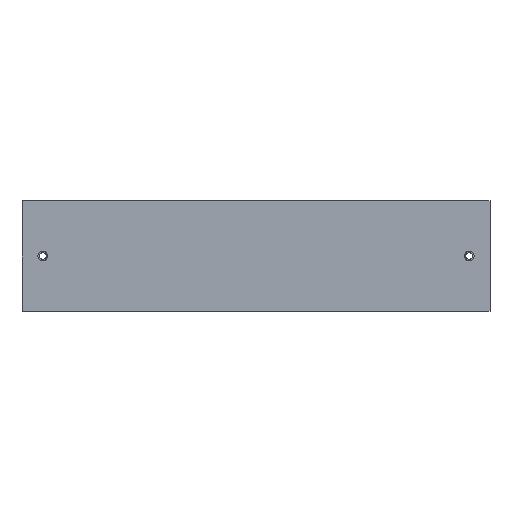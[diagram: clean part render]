
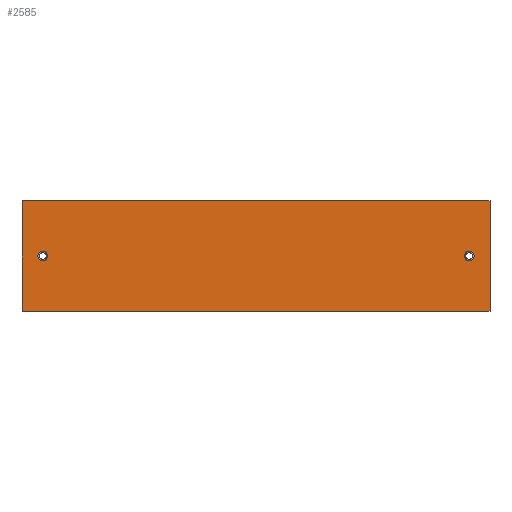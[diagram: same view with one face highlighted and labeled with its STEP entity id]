
A CAD part, front view. The second image highlights one B-rep face of the part: STEP entity #2585.
In plain terms, the highlighted planar face has unit normal (0, -1, 0).
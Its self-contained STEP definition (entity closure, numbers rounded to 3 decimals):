
#407 = ORIENTED_EDGE ( 'NONE', *, *, #1595, .T. ) ;
#425 = ORIENTED_EDGE ( 'NONE', *, *, #1608, .T. ) ;
#435 = ORIENTED_EDGE ( 'NONE', *, *, #1599, .T. ) ;
#486 = ORIENTED_EDGE ( 'NONE', *, *, #1605, .F. ) ;
#715 = AXIS2_PLACEMENT_3D ( 'NONE', #1863, #1869, #1857 ) ;
#722 = AXIS2_PLACEMENT_3D ( 'NONE', #2412, #2397, #1904 ) ;
#724 = AXIS2_PLACEMENT_3D ( 'NONE', #2395, #2381, #2375 ) ;
#746 = ORIENTED_EDGE ( 'NONE', *, *, #1603, .F. ) ;
#884 = VERTEX_POINT ( 'NONE', #1081 ) ;
#904 = VERTEX_POINT ( 'NONE', #1110 ) ;
#907 = VERTEX_POINT ( 'NONE', #1078 ) ;
#1078 = CARTESIAN_POINT ( 'NONE',  ( -169., 0., -79. ) ) ;
#1080 = CARTESIAN_POINT ( 'NONE',  ( 169., 0., 1. ) ) ;
#1081 = CARTESIAN_POINT ( 'NONE',  ( -169., 0., 1. ) ) ;
#1110 = CARTESIAN_POINT ( 'NONE',  ( 169., 0., -79. ) ) ;
#1126 = CARTESIAN_POINT ( 'NONE',  ( -154., 0., -42.5 ) ) ;
#1131 = CARTESIAN_POINT ( 'NONE',  ( 154., 0., -42.5 ) ) ;
#1383 = VERTEX_POINT ( 'NONE', #1080 ) ;
#1595 = EDGE_CURVE ( 'NONE', #884, #907, #2054, .T. ) ;
#1596 = EDGE_CURVE ( 'NONE', #884, #1383, #2029, .T. ) ;
#1599 = EDGE_CURVE ( 'NONE', #907, #904, #2058, .T. ) ;
#1603 = EDGE_CURVE ( 'NONE', #1383, #904, #2068, .T. ) ;
#1605 = EDGE_CURVE ( 'NONE', #2110, #2110, #2071, .T. ) ;
#1608 = EDGE_CURVE ( 'NONE', #2112, #2112, #2060, .T. ) ;
#1645 = FACE_OUTER_BOUND ( 'NONE', #2186, .T. ) ;
#1647 = FACE_BOUND ( 'NONE', #2203, .T. ) ;
#1649 = FACE_BOUND ( 'NONE', #2166, .T. ) ;
#1857 = DIRECTION ( 'NONE',  ( -1., 0., 0. ) ) ;
#1860 = PLANE ( 'NONE',  #715 ) ;
#1863 = CARTESIAN_POINT ( 'NONE',  ( 0., 0., 1. ) ) ;
#1869 = DIRECTION ( 'NONE',  ( 0., 1., 0. ) ) ;
#1904 = DIRECTION ( 'NONE',  ( 0., 0., -1. ) ) ;
#2029 = LINE ( 'NONE', #2444, #2057 ) ;
#2054 = LINE ( 'NONE', #2379, #2055 ) ;
#2055 = VECTOR ( 'NONE', #2450, 1000. ) ;
#2057 = VECTOR ( 'NONE', #2410, 1000. ) ;
#2058 = LINE ( 'NONE', #2441, #2063 ) ;
#2060 = CIRCLE ( 'NONE', #722, 3.5 ) ;
#2063 = VECTOR ( 'NONE', #2400, 1000. ) ;
#2068 = LINE ( 'NONE', #2440, #2070 ) ;
#2070 = VECTOR ( 'NONE', #2435, 1000. ) ;
#2071 = CIRCLE ( 'NONE', #724, 3.5 ) ;
#2110 = VERTEX_POINT ( 'NONE', #1131 ) ;
#2112 = VERTEX_POINT ( 'NONE', #1126 ) ;
#2166 = EDGE_LOOP ( 'NONE', ( #486 ) ) ;
#2186 = EDGE_LOOP ( 'NONE', ( #435, #746, #2458, #407 ) ) ;
#2203 = EDGE_LOOP ( 'NONE', ( #425 ) ) ;
#2375 = DIRECTION ( 'NONE',  ( 0., 0., -1. ) ) ;
#2379 = CARTESIAN_POINT ( 'NONE',  ( -169., 0., 1. ) ) ;
#2381 = DIRECTION ( 'NONE',  ( 0., -1., 0. ) ) ;
#2395 = CARTESIAN_POINT ( 'NONE',  ( 154., 0., -39. ) ) ;
#2397 = DIRECTION ( 'NONE',  ( 0., 1., 0. ) ) ;
#2400 = DIRECTION ( 'NONE',  ( 1., 0., 0. ) ) ;
#2410 = DIRECTION ( 'NONE',  ( 1., 0., 0. ) ) ;
#2412 = CARTESIAN_POINT ( 'NONE',  ( -154., 0., -39. ) ) ;
#2435 = DIRECTION ( 'NONE',  ( 0., 0., -1. ) ) ;
#2440 = CARTESIAN_POINT ( 'NONE',  ( 169., 0., 1. ) ) ;
#2441 = CARTESIAN_POINT ( 'NONE',  ( 0., 0., -79. ) ) ;
#2444 = CARTESIAN_POINT ( 'NONE',  ( 0., 0., 1. ) ) ;
#2450 = DIRECTION ( 'NONE',  ( 0., 0., -1. ) ) ;
#2458 = ORIENTED_EDGE ( 'NONE', *, *, #1596, .F. ) ;
#2585 = ADVANCED_FACE ( 'NONE', ( #1645, #1649, #1647 ), #1860, .F. ) ;
